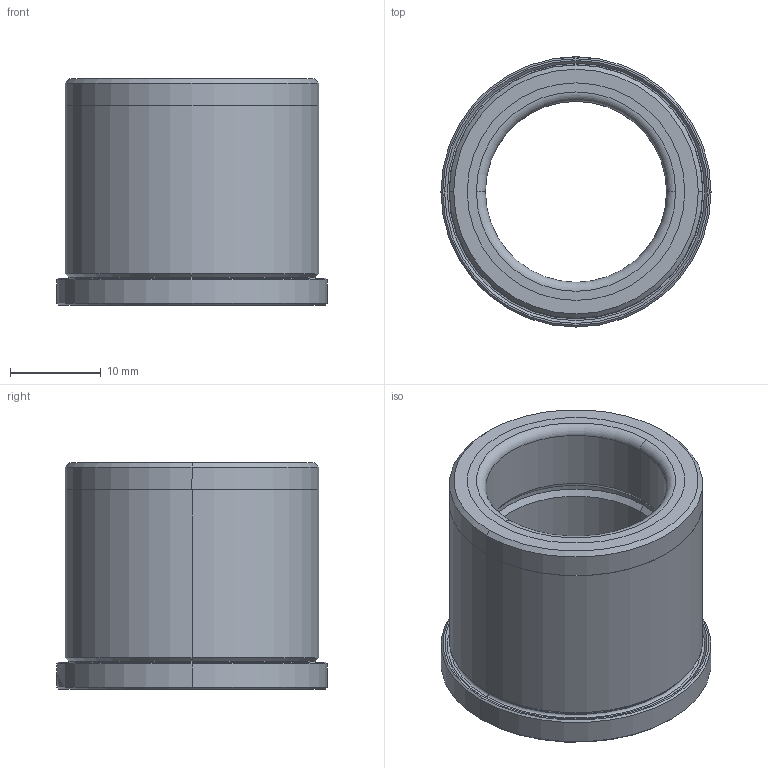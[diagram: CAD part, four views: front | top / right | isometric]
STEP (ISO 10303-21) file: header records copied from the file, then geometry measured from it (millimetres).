
FILE_DESCRIPTION (( 'STEP AP214' ), '1' );
FILE_NAME ('SGBF-D28-d20-25.STEP', '2021-07-29T11:10:58', ( 'User' ), ( 'china' ), 'SwSTEP 2.0', 'SolidWorks 2016', '' );
FILE_SCHEMA (( 'AUTOMOTIVE_DESIGN' ));
Length unit declared in the file: millimetre
Products named in the file (3): SGBF-D28-d20-25肣杶; SGBF-D28-d20-25詩杶; SGBF-D28-d20-25
Assembly tree (2 placements, depth 2):
  SGBF-D28-d20-25
    SGBF-D28-d20-25詩杶
    SGBF-D28-d20-25肣杶
Bounding box: 29.8 x 29.8 x 25 mm (x, y, z)
Volume: 7637.5 mm3; surface area: 8351.1 mm2
Topology: 2 solids, 2 shells, 73 faces, 160 edges, 96 vertices
Faces by surface type: cylinder 34, cone 18, plane 15, torus 6
Entity records: 2258 total; most frequent: CARTESIAN_POINT 538, DIRECTION 362, ORIENTED_EDGE 320, EDGE_CURVE 160, AXIS2_PLACEMENT_3D 148, VERTEX_POINT 96, EDGE_LOOP 82, FACE_OUTER_BOUND 73
